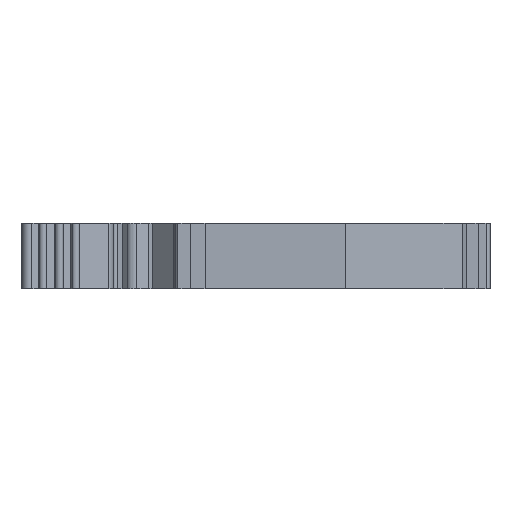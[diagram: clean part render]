
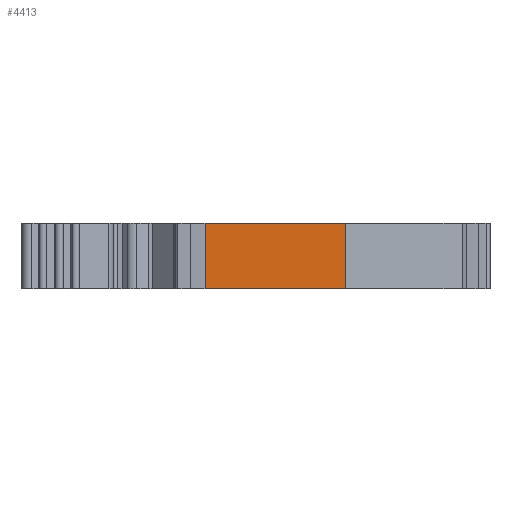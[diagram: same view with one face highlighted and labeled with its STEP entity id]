
A CAD part, left-side view. The second image highlights one B-rep face of the part: STEP entity #4413.
In plain terms, the highlighted planar face has unit normal (-1, 0, 0).
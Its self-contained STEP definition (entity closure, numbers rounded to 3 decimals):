
#234=DIRECTION('',(0.,-1.,0.));
#235=VECTOR('',#234,17.59);
#236=CARTESIAN_POINT('',(0.,35.59,0.));
#237=LINE('',#236,#235);
#1009=DIRECTION('',(0.,-1.,0.));
#1010=VECTOR('',#1009,17.59);
#1011=CARTESIAN_POINT('',(0.,35.59,8.2));
#1012=LINE('',#1011,#1010);
#1587=DIRECTION('',(0.,0.,1.));
#1588=VECTOR('',#1587,8.2);
#1589=CARTESIAN_POINT('',(0.,18.,0.));
#1590=LINE('',#1589,#1588);
#1599=DIRECTION('',(0.,0.,1.));
#1600=VECTOR('',#1599,8.2);
#1601=CARTESIAN_POINT('',(0.,35.59,0.));
#1602=LINE('',#1601,#1600);
#2141=CARTESIAN_POINT('',(0.,18.,0.));
#2142=CARTESIAN_POINT('',(0.,18.,8.2));
#2143=VERTEX_POINT('',#2141);
#2144=VERTEX_POINT('',#2142);
#2213=CARTESIAN_POINT('',(0.,35.59,0.));
#2214=CARTESIAN_POINT('',(0.,35.59,8.2));
#2215=VERTEX_POINT('',#2213);
#2216=VERTEX_POINT('',#2214);
#4401=CARTESIAN_POINT('',(0.,35.592,0.));
#4402=DIRECTION('',(-1.,0.,0.));
#4403=DIRECTION('',(0.,-1.,0.));
#4404=AXIS2_PLACEMENT_3D('',#4401,#4402,#4403);
#4405=PLANE('',#4404);
#4407=ORIENTED_EDGE('',*,*,#4406,.T.);
#4408=ORIENTED_EDGE('',*,*,#2925,.T.);
#4409=ORIENTED_EDGE('',*,*,#4393,.F.);
#4410=ORIENTED_EDGE('',*,*,#2510,.F.);
#4411=EDGE_LOOP('',(#4407,#4408,#4409,#4410));
#4412=FACE_OUTER_BOUND('',#4411,.F.);
#2510=EDGE_CURVE('',#2215,#2143,#237,.T.);
#2925=EDGE_CURVE('',#2216,#2144,#1012,.T.);
#4393=EDGE_CURVE('',#2143,#2144,#1590,.T.);
#4406=EDGE_CURVE('',#2215,#2216,#1602,.T.);
#4413=ADVANCED_FACE('',(#4412),#4405,.T.);
